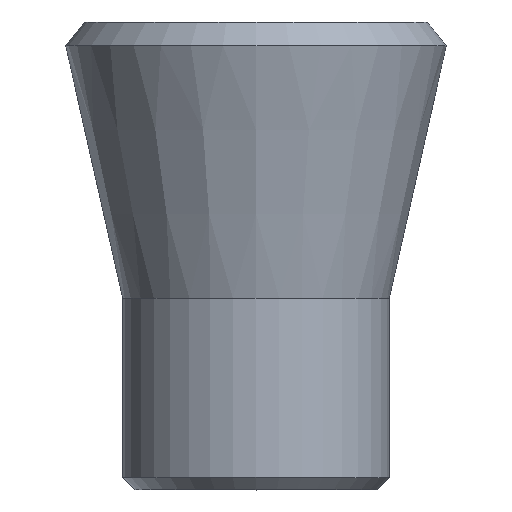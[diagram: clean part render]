
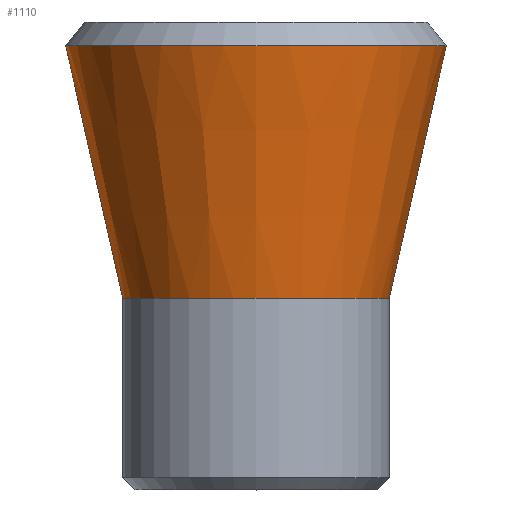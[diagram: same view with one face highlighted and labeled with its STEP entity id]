
A CAD part, top view. The second image highlights one B-rep face of the part: STEP entity #1110.
In plain terms, the highlighted conical face has half-angle 12.733 degrees and reference radius 7.85 mm.
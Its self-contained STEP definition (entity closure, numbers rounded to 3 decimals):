
#460=CARTESIAN_POINT('',(-5.5,7.9,0.));
#470=VERTEX_POINT('',#460);
#650=CARTESIAN_POINT('',(5.5,7.9,0.));
#660=VERTEX_POINT('',#650);
#690=CARTESIAN_POINT('',(0.,7.9,0.));
#700=DIRECTION('',(0.,-1.,0.));
#710=DIRECTION('',(1.,0.,0.));
#720=AXIS2_PLACEMENT_3D('',#690,#700,#710);
#730=CIRCLE('',#720,5.5);
#790=CARTESIAN_POINT('',(0.,18.3,0.));
#800=DIRECTION('',(0.,1.,0.));
#810=DIRECTION('',(1.,0.,0.));
#820=AXIS2_PLACEMENT_3D('',#790,#800,#810);
#830=CONICAL_SURFACE('',#820,7.85,0.222);
#840=CARTESIAN_POINT('',(7.85,18.3,0.));
#850=DIRECTION('',(0.22,0.975,0.));
#860=VECTOR('',#850,35.616);
#870=LINE('',#840,#860);
#880=CARTESIAN_POINT('',(7.856,18.325,0.));
#890=VERTEX_POINT('',#880);
#900=EDGE_CURVE('',#660,#890,#870,.T.);
#910=ORIENTED_EDGE('',*,*,#900,.T.);
#920=EDGE_CURVE('',#660,#470,#730,.T.);
#930=ORIENTED_EDGE('',*,*,#920,.F.);
#940=CARTESIAN_POINT('',(-7.85,18.3,0.));
#950=DIRECTION('',(-0.22,0.975,
0.));
#960=VECTOR('',#950,35.616);
#970=LINE('',#940,#960);
#980=CARTESIAN_POINT('',(-7.856,18.325,
0.));
#990=VERTEX_POINT('',#980);
#1000=EDGE_CURVE('',#470,#990,#970,.T.);
#1010=ORIENTED_EDGE('',*,*,#1000,.F.);
#1020=CARTESIAN_POINT('',(0.,18.325,0.));
#1030=DIRECTION('',(0.,1.,0.));
#1040=DIRECTION('',(1.,0.,0.));
#1050=AXIS2_PLACEMENT_3D('',#1020,#1030,#1040);
#1060=CIRCLE('',#1050,7.856);
#1070=EDGE_CURVE('',#990,#890,#1060,.T.);
#1080=ORIENTED_EDGE('',*,*,#1070,.F.);
#1090=EDGE_LOOP('',(#1080,#1010,#930,#910));
#1100=FACE_OUTER_BOUND('',#1090,.T.);
#1110=ADVANCED_FACE('',(#1100),#830,.T.);
